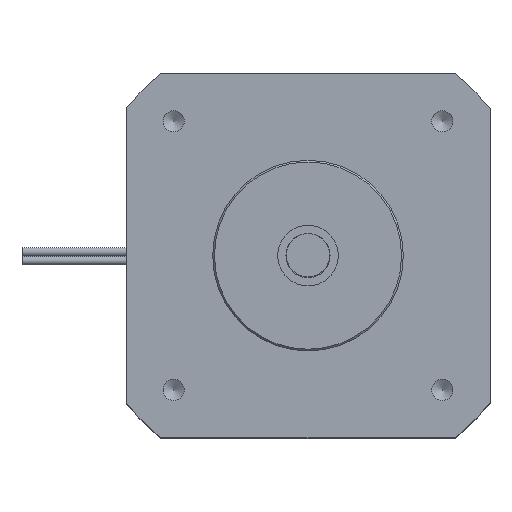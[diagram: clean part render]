
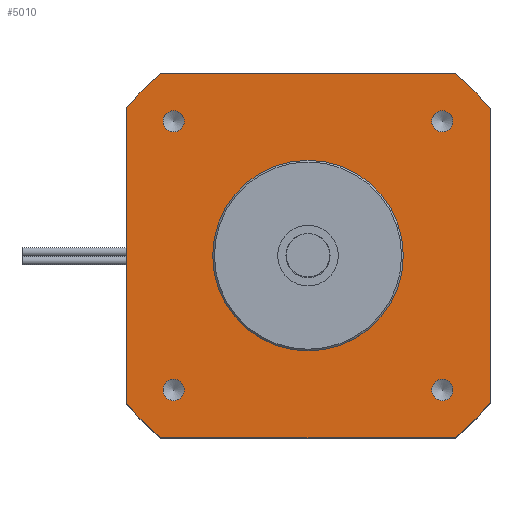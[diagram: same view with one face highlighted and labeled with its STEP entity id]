
A CAD part, top view. The second image highlights one B-rep face of the part: STEP entity #5010.
In plain terms, the highlighted planar face has unit normal (0, 0, 1).
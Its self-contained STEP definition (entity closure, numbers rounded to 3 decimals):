
#119=FACE_BOUND('',#707,.T.);
#120=FACE_BOUND('',#708,.T.);
#121=FACE_BOUND('',#709,.T.);
#122=FACE_BOUND('',#710,.T.);
#123=FACE_BOUND('',#711,.T.);
#249=PLANE('',#5376);
#417=FACE_OUTER_BOUND('',#706,.T.);
#706=EDGE_LOOP('',(#3374,#3375,#3376,#3377,#3378,#3379,#3380,#3381));
#707=EDGE_LOOP('',(#3382));
#708=EDGE_LOOP('',(#3383));
#709=EDGE_LOOP('',(#3384));
#710=EDGE_LOOP('',(#3385));
#711=EDGE_LOOP('',(#3386));
#1022=LINE('',#7620,#1333);
#1032=LINE('',#7648,#1343);
#1047=LINE('',#7733,#1358);
#1050=LINE('',#7741,#1361);
#1333=VECTOR('',#6043,10.);
#1343=VECTOR('',#6071,10.);
#1358=VECTOR('',#6170,10.);
#1361=VECTOR('',#6179,10.);
#1612=CIRCLE('',#5333,11.);
#1622=CIRCLE('',#5350,1.23);
#1625=CIRCLE('',#5355,1.23);
#1628=CIRCLE('',#5360,1.23);
#1631=CIRCLE('',#5365,1.23);
#1632=CIRCLE('',#5367,27.);
#1633=CIRCLE('',#5369,27.);
#1634=CIRCLE('',#5372,27.);
#1635=CIRCLE('',#5375,27.);
#1963=VERTEX_POINT('',#7617);
#1964=VERTEX_POINT('',#7619);
#1972=VERTEX_POINT('',#7645);
#1973=VERTEX_POINT('',#7647);
#1976=VERTEX_POINT('',#7657);
#1987=VERTEX_POINT('',#7689);
#1991=VERTEX_POINT('',#7700);
#1995=VERTEX_POINT('',#7711);
#1999=VERTEX_POINT('',#7722);
#2000=VERTEX_POINT('',#7728);
#2001=VERTEX_POINT('',#7732);
#2002=VERTEX_POINT('',#7736);
#2003=VERTEX_POINT('',#7740);
#2466=EDGE_CURVE('',#1963,#1964,#1022,.T.);
#2480=EDGE_CURVE('',#1972,#1973,#1032,.T.);
#2486=EDGE_CURVE('',#1976,#1976,#1612,.T.);
#2499=EDGE_CURVE('',#1987,#1987,#1622,.T.);
#2504=EDGE_CURVE('',#1991,#1991,#1625,.T.);
#2509=EDGE_CURVE('',#1995,#1995,#1628,.T.);
#2514=EDGE_CURVE('',#1999,#1999,#1631,.T.);
#2516=EDGE_CURVE('',#1973,#1963,#1632,.T.);
#2517=EDGE_CURVE('',#1964,#2000,#1633,.T.);
#2519=EDGE_CURVE('',#2000,#2001,#1047,.T.);
#2521=EDGE_CURVE('',#2001,#2002,#1634,.T.);
#2523=EDGE_CURVE('',#2002,#2003,#1050,.T.);
#2525=EDGE_CURVE('',#2003,#1972,#1635,.T.);
#3374=ORIENTED_EDGE('',*,*,#2480,.F.);
#3375=ORIENTED_EDGE('',*,*,#2525,.F.);
#3376=ORIENTED_EDGE('',*,*,#2523,.F.);
#3377=ORIENTED_EDGE('',*,*,#2521,.F.);
#3378=ORIENTED_EDGE('',*,*,#2519,.F.);
#3379=ORIENTED_EDGE('',*,*,#2517,.F.);
#3380=ORIENTED_EDGE('',*,*,#2466,.F.);
#3381=ORIENTED_EDGE('',*,*,#2516,.F.);
#3382=ORIENTED_EDGE('',*,*,#2499,.T.);
#3383=ORIENTED_EDGE('',*,*,#2504,.T.);
#3384=ORIENTED_EDGE('',*,*,#2509,.T.);
#3385=ORIENTED_EDGE('',*,*,#2514,.T.);
#3386=ORIENTED_EDGE('',*,*,#2486,.T.);
#5010=ADVANCED_FACE('',(#417,#119,#120,#121,#122,#123),#249,.T.);
#5333=AXIS2_PLACEMENT_3D('',#7659,#6083,#6084);
#5350=AXIS2_PLACEMENT_3D('',#7690,#6120,#6121);
#5355=AXIS2_PLACEMENT_3D('',#7701,#6132,#6133);
#5360=AXIS2_PLACEMENT_3D('',#7712,#6144,#6145);
#5365=AXIS2_PLACEMENT_3D('',#7723,#6156,#6157);
#5367=AXIS2_PLACEMENT_3D('',#7726,#6161,#6162);
#5369=AXIS2_PLACEMENT_3D('',#7729,#6165,#6166);
#5372=AXIS2_PLACEMENT_3D('',#7737,#6174,#6175);
#5375=AXIS2_PLACEMENT_3D('',#7744,#6183,#6184);
#5376=AXIS2_PLACEMENT_3D('',#7745,#6185,#6186);
#6043=DIRECTION('',(0.,-1.,0.));
#6071=DIRECTION('',(1.,0.,0.));
#6083=DIRECTION('center_axis',(0.,0.,-1.));
#6084=DIRECTION('ref_axis',(-1.,0.,0.));
#6120=DIRECTION('center_axis',(0.,0.,-1.));
#6121=DIRECTION('ref_axis',(1.,0.,0.));
#6132=DIRECTION('center_axis',(0.,0.,-1.));
#6133=DIRECTION('ref_axis',(1.,0.,0.));
#6144=DIRECTION('center_axis',(0.,0.,-1.));
#6145=DIRECTION('ref_axis',(1.,0.,0.));
#6156=DIRECTION('center_axis',(0.,0.,-1.));
#6157=DIRECTION('ref_axis',(1.,0.,0.));
#6161=DIRECTION('center_axis',(0.,0.,-1.));
#6162=DIRECTION('ref_axis',(0.778,0.629,0.));
#6165=DIRECTION('center_axis',(0.,0.,-1.));
#6166=DIRECTION('ref_axis',(0.629,-0.778,0.));
#6170=DIRECTION('',(-1.,0.,0.));
#6174=DIRECTION('center_axis',(0.,0.,-1.));
#6175=DIRECTION('ref_axis',(-0.778,-0.629,0.));
#6179=DIRECTION('',(0.,1.,0.));
#6183=DIRECTION('center_axis',(0.,0.,-1.));
#6184=DIRECTION('ref_axis',(-0.629,0.778,0.));
#6185=DIRECTION('center_axis',(0.,0.,1.));
#6186=DIRECTION('ref_axis',(1.,0.,0.));
#7617=CARTESIAN_POINT('',(21.,16.971,23.35));
#7619=CARTESIAN_POINT('',(21.,-16.971,23.35));
#7620=CARTESIAN_POINT('',(21.,-16.971,23.35));
#7645=CARTESIAN_POINT('',(-16.971,21.,23.35));
#7647=CARTESIAN_POINT('',(16.971,21.,23.35));
#7648=CARTESIAN_POINT('',(16.971,21.,23.35));
#7657=CARTESIAN_POINT('',(11.,0.,23.35));
#7659=CARTESIAN_POINT('Origin',(0.,0.,
23.35));
#7689=CARTESIAN_POINT('',(-16.73,-15.5,23.35));
#7690=CARTESIAN_POINT('Origin',(-15.5,-15.5,23.35));
#7700=CARTESIAN_POINT('',(14.271,-15.5,23.35));
#7701=CARTESIAN_POINT('Origin',(15.5,-15.5,23.35));
#7711=CARTESIAN_POINT('',(-16.73,15.5,23.35));
#7712=CARTESIAN_POINT('Origin',(-15.5,15.5,23.35));
#7722=CARTESIAN_POINT('',(14.271,15.5,23.35));
#7723=CARTESIAN_POINT('Origin',(15.5,15.5,23.35));
#7726=CARTESIAN_POINT('Origin',(0.,0.,
23.35));
#7728=CARTESIAN_POINT('',(16.971,-21.,23.35));
#7729=CARTESIAN_POINT('Origin',(0.,0.,
23.35));
#7732=CARTESIAN_POINT('',(-16.971,-21.,23.35));
#7733=CARTESIAN_POINT('',(-16.971,-21.,23.35));
#7736=CARTESIAN_POINT('',(-21.,-16.971,23.35));
#7737=CARTESIAN_POINT('Origin',(0.,0.,
23.35));
#7740=CARTESIAN_POINT('',(-21.,16.971,23.35));
#7741=CARTESIAN_POINT('',(-21.,16.971,23.35));
#7744=CARTESIAN_POINT('Origin',(0.,0.,
23.35));
#7745=CARTESIAN_POINT('Origin',(0.,0.,
23.35));
